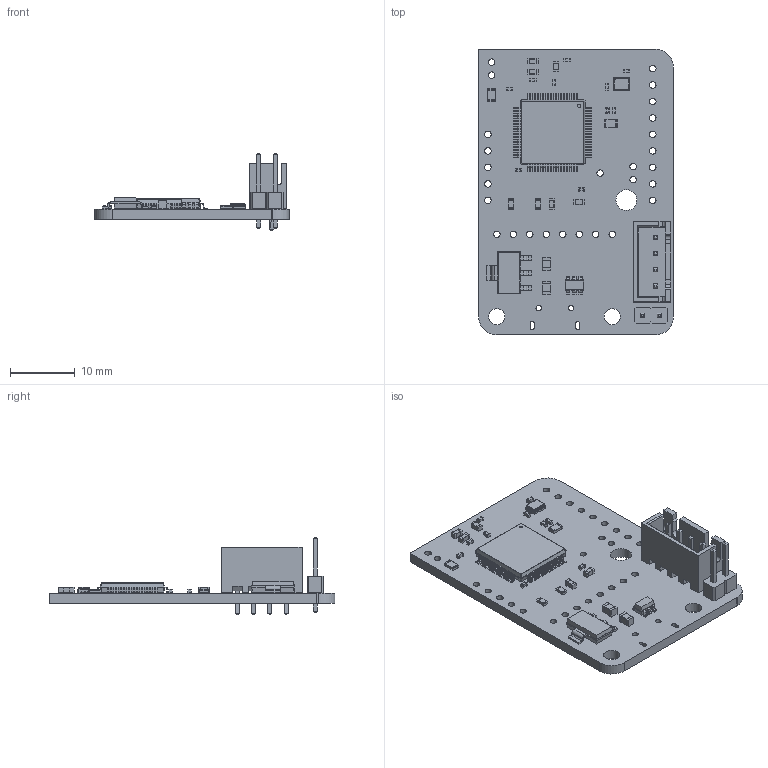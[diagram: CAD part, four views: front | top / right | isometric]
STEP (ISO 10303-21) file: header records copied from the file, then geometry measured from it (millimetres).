
FILE_DESCRIPTION(('KiCad electronic assembly'),'2;1');
FILE_NAME('timingGatesSTM32V1.step','2025-02-13T13:42:30',('Pcbnew'),( 'Kicad'),'Open CASCADE STEP processor 7.8','KiCad to STEP converter' ,'Unknown');
FILE_SCHEMA(('AUTOMOTIVE_DESIGN { 1 0 10303 214 1 1 1 1 }'));
Length unit declared in the file: millimetre
Products named in the file (26): timingGatesSTM32V1 1; L_0603_1608Metric; C_0402_1005Metric; PinHeader_1x02_P2.54mm_Vertical; PinHeader_1x02_P254mm_Vertical; SOT-223; SOT_223; R_0603_1608Metric; R_0805_2012Metric; C_0603_1608Metric; JST_XH_B4B-XH-A_1x04_P2.50mm_Vertical; JST_B4B_XH_A; LQFP-64_10x10mm_P0.5mm; LQFP_64_10x10mm_P05mm; C_0805_2012Metric; Crystal_SMD_2520-4Pin_2.5x2.0mm; SOT-23-6; SOT_23_6; timingGatesSTM32V1_PCB
Assembly tree (40 placements, depth 3):
  timingGatesSTM32V1 1
    L_0603_1608Metric
      L_0603_1608Metric
    C_0402_1005Metric  x10
      C_0402_1005Metric
    PinHeader_1x02_P2.54mm_Vertical
      PinHeader_1x02_P254mm_Vertical
    SOT-223
      SOT_223
    R_0603_1608Metric  x2
      R_0603_1608Metric
    R_0805_2012Metric  x2
      R_0805_2012Metric
    C_0603_1608Metric  x4
      C_0603_1608Metric
    JST_XH_B4B-XH-A_1x04_P2.50mm_Vertical
      JST_B4B_XH_A
    LQFP-64_10x10mm_P0.5mm
      LQFP_64_10x10mm_P05mm
    C_0805_2012Metric  x2
      C_0805_2012Metric
    Crystal_SMD_2520-4Pin_2.5x2.0mm
      Crystal_SMD_2520-4Pin_2.5x2.0mm
    SOT-23-6
      SOT_23_6
    timingGatesSTM32V1_PCB
Bounding box: 30 x 44 x 11.94 mm (x, y, z)
Volume: 2518.4 mm3; surface area: 4302.2 mm2
Topology: 28 solids, 28 shells, 2207 faces, 5796 edges, 3694 vertices
Faces by surface type: plane 1386, cylinder 643, bspline 142, torus 36
Full cylindrical faces by diameter (mm): 0.5 x1, 0.85 x2, 0.95 x4, 0.991 x3, 1 x26, 2.5 x2, 3.2 x1
Entity records: 69778 total; most frequent: CARTESIAN_POINT 12648, ORIENTED_EDGE 9448, DIRECTION 8974, EDGE_CURVE 4724, LINE 3630, VECTOR 3630, VERTEX_POINT 2982, AXIS2_PLACEMENT_3D 2672
